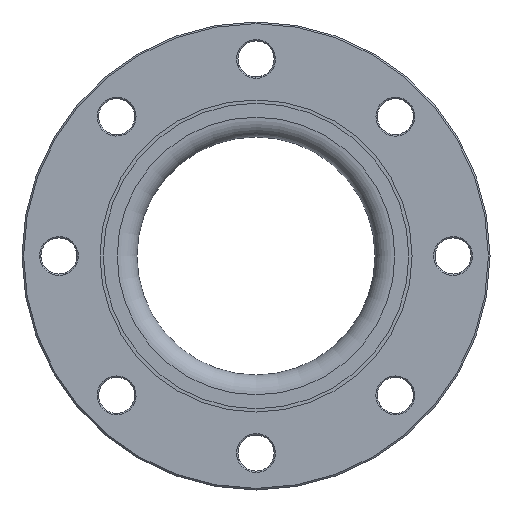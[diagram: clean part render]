
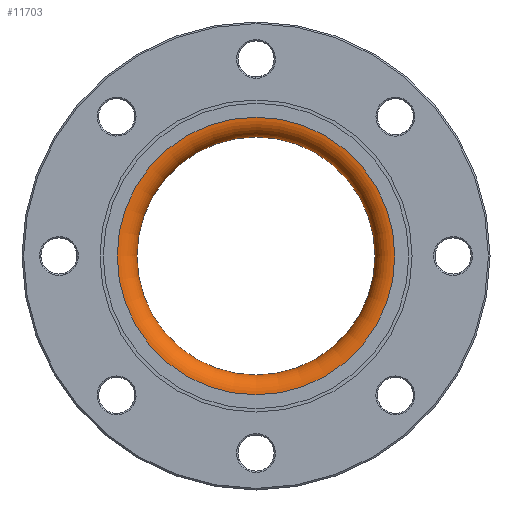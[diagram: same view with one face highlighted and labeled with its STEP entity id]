
A CAD part, left-side view. The second image highlights one B-rep face of the part: STEP entity #11703.
In plain terms, the highlighted toroidal (fillet/blend) face has major radius 84.5 mm and minor radius 12 mm.
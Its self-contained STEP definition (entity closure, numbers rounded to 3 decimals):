
#11391=CARTESIAN_POINT('',(-65.,-0.,-84.5));
#11392=VERTEX_POINT('',#11391);
#11393=CARTESIAN_POINT('',(-65.,0.,0.));
#11394=DIRECTION('',(1.,0.,0.));
#11395=DIRECTION('',(0.,0.,-1.));
#11396=AXIS2_PLACEMENT_3D('',#11393,#11394,#11395);
#11397=CIRCLE('',#11396,84.5);
#11398=EDGE_CURVE('',#11392,#11392,#11397,.T.);
#11413=CARTESIAN_POINT('',(-53.,0.,-72.5));
#11414=VERTEX_POINT('',#11413);
#11438=CARTESIAN_POINT('',(-53.,0.,0.));
#11439=DIRECTION('',(-1.,-0.,-0.));
#11440=DIRECTION('',(0.,0.,-1.));
#11441=AXIS2_PLACEMENT_3D('',#11438,#11439,#11440);
#11442=CIRCLE('',#11441,72.5);
#11443=EDGE_CURVE('',#11414,#11414,#11442,.T.);
#11686=CARTESIAN_POINT('',(-53.,0.,0.));
#11687=DIRECTION('',(1.,0.,0.));
#11688=DIRECTION('',(0.,0.,-1.));
#11689=AXIS2_PLACEMENT_3D('',#11686,#11687,#11688);
#11690=TOROIDAL_SURFACE('',#11689,84.5,12.);
#11691=CARTESIAN_POINT('',(-53.,0.,-84.5));
#11692=DIRECTION('',(-0.,1.,-0.));
#11693=DIRECTION('',(0.,0.,-1.));
#11694=AXIS2_PLACEMENT_3D('',#11691,#11692,#11693);
#11695=CIRCLE('',#11694,12.);
#11696=EDGE_CURVE('',#11392,#11414,#11695,.T.);
#11697=ORIENTED_EDGE('',*,*,#11696,.T.);
#11698=ORIENTED_EDGE('',*,*,#11443,.F.);
#11699=ORIENTED_EDGE('',*,*,#11696,.F.);
#11700=ORIENTED_EDGE('',*,*,#11398,.F.);
#11701=EDGE_LOOP('',(#11697,#11698,#11699,#11700));
#11702=FACE_BOUND('',#11701,.T.);
#11703=ADVANCED_FACE('',(#11702),#11690,.T.);
